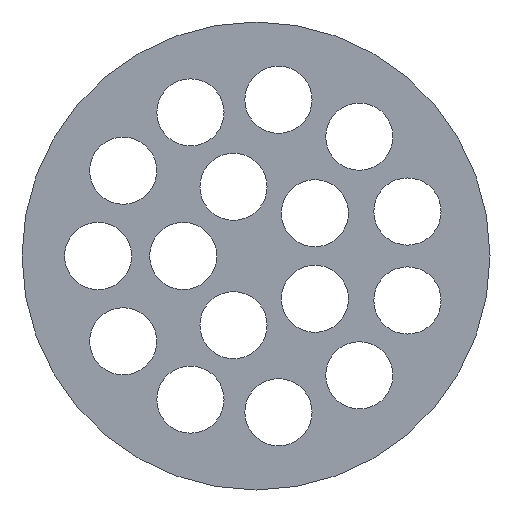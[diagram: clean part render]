
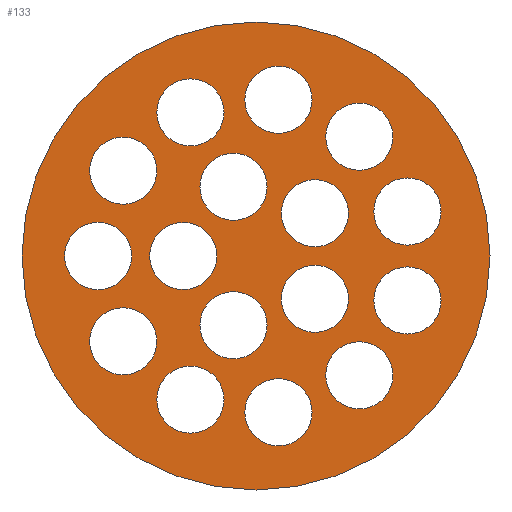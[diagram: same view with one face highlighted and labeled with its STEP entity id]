
A CAD part, left-side view. The second image highlights one B-rep face of the part: STEP entity #133.
In plain terms, the highlighted planar face has unit normal (-1, 0, 0).
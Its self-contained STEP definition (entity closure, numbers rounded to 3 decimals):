
#133 = ADVANCED_FACE( '', ( #300, #301, #302, #303, #304, #305, #306, #307, #308, #309, #310, #311, #312, #313, #314, #315, #316 ), #317, .F. );
#300 = FACE_BOUND( '', #493, .T. );
#301 = FACE_BOUND( '', #494, .T. );
#302 = FACE_BOUND( '', #495, .T. );
#303 = FACE_BOUND( '', #496, .T. );
#304 = FACE_BOUND( '', #497, .T. );
#305 = FACE_BOUND( '', #498, .T. );
#306 = FACE_BOUND( '', #499, .T. );
#307 = FACE_BOUND( '', #500, .T. );
#308 = FACE_BOUND( '', #501, .T. );
#309 = FACE_BOUND( '', #502, .T. );
#310 = FACE_BOUND( '', #503, .T. );
#311 = FACE_BOUND( '', #504, .T. );
#312 = FACE_BOUND( '', #505, .T. );
#313 = FACE_BOUND( '', #506, .T. );
#314 = FACE_BOUND( '', #507, .T. );
#315 = FACE_BOUND( '', #508, .T. );
#316 = FACE_OUTER_BOUND( '', #509, .T. );
#317 = PLANE( '', #510 );
#493 = EDGE_LOOP( '', ( #823 ) );
#494 = EDGE_LOOP( '', ( #824 ) );
#495 = EDGE_LOOP( '', ( #825 ) );
#496 = EDGE_LOOP( '', ( #826 ) );
#497 = EDGE_LOOP( '', ( #827 ) );
#498 = EDGE_LOOP( '', ( #828 ) );
#499 = EDGE_LOOP( '', ( #829 ) );
#500 = EDGE_LOOP( '', ( #830 ) );
#501 = EDGE_LOOP( '', ( #831 ) );
#502 = EDGE_LOOP( '', ( #832 ) );
#503 = EDGE_LOOP( '', ( #833 ) );
#504 = EDGE_LOOP( '', ( #834 ) );
#505 = EDGE_LOOP( '', ( #835 ) );
#506 = EDGE_LOOP( '', ( #836 ) );
#507 = EDGE_LOOP( '', ( #837 ) );
#508 = EDGE_LOOP( '', ( #838 ) );
#509 = EDGE_LOOP( '', ( #839 ) );
#510 = AXIS2_PLACEMENT_3D( '', #840, #841, #842 );
#823 = ORIENTED_EDGE( '', *, *, #1060, .T. );
#824 = ORIENTED_EDGE( '', *, *, #1068, .T. );
#825 = ORIENTED_EDGE( '', *, *, #1045, .T. );
#826 = ORIENTED_EDGE( '', *, *, #1074, .T. );
#827 = ORIENTED_EDGE( '', *, *, #1075, .T. );
#828 = ORIENTED_EDGE( '', *, *, #1014, .T. );
#829 = ORIENTED_EDGE( '', *, *, #1064, .T. );
#830 = ORIENTED_EDGE( '', *, *, #1062, .T. );
#831 = ORIENTED_EDGE( '', *, *, #1058, .T. );
#832 = ORIENTED_EDGE( '', *, *, #1076, .T. );
#833 = ORIENTED_EDGE( '', *, *, #1003, .T. );
#834 = ORIENTED_EDGE( '', *, *, #1077, .T. );
#835 = ORIENTED_EDGE( '', *, *, #1078, .T. );
#836 = ORIENTED_EDGE( '', *, *, #1079, .T. );
#837 = ORIENTED_EDGE( '', *, *, #1072, .T. );
#838 = ORIENTED_EDGE( '', *, *, #1047, .T. );
#839 = ORIENTED_EDGE( '', *, *, #1008, .F. );
#840 = CARTESIAN_POINT( '', ( 0., 0., 0. ) );
#841 = DIRECTION( '', ( 1., 0., 0. ) );
#842 = DIRECTION( '', ( 0., 0., -1. ) );
#1003 = EDGE_CURVE( '', #1199, #1199, #1200, .T. );
#1008 = EDGE_CURVE( '', #1206, #1206, #1207, .T. );
#1014 = EDGE_CURVE( '', #1215, #1215, #1216, .T. );
#1045 = EDGE_CURVE( '', #1260, #1260, #1261, .T. );
#1047 = EDGE_CURVE( '', #1263, #1263, #1264, .T. );
#1058 = EDGE_CURVE( '', #1278, #1278, #1279, .T. );
#1060 = EDGE_CURVE( '', #1281, #1281, #1282, .T. );
#1062 = EDGE_CURVE( '', #1284, #1284, #1285, .T. );
#1064 = EDGE_CURVE( '', #1287, #1287, #1288, .T. );
#1068 = EDGE_CURVE( '', #1292, #1292, #1293, .T. );
#1072 = EDGE_CURVE( '', #1297, #1297, #1298, .T. );
#1074 = EDGE_CURVE( '', #1300, #1300, #1301, .T. );
#1075 = EDGE_CURVE( '', #1302, #1302, #1303, .T. );
#1076 = EDGE_CURVE( '', #1304, #1304, #1305, .T. );
#1077 = EDGE_CURVE( '', #1306, #1306, #1307, .T. );
#1078 = EDGE_CURVE( '', #1308, #1308, #1309, .T. );
#1079 = EDGE_CURVE( '', #1310, #1310, #1311, .T. );
#1199 = VERTEX_POINT( '', #1452 );
#1200 = CIRCLE( '', #1453, 3. );
#1206 = VERTEX_POINT( '', #1461 );
#1207 = CIRCLE( '', #1462, 20.9 );
#1215 = VERTEX_POINT( '', #1473 );
#1216 = CIRCLE( '', #1474, 3. );
#1260 = VERTEX_POINT( '', #1534 );
#1261 = CIRCLE( '', #1535, 3. );
#1263 = VERTEX_POINT( '', #1537 );
#1264 = CIRCLE( '', #1538, 3. );
#1278 = VERTEX_POINT( '', #1557 );
#1279 = CIRCLE( '', #1558, 3. );
#1281 = VERTEX_POINT( '', #1560 );
#1282 = CIRCLE( '', #1561, 3. );
#1284 = VERTEX_POINT( '', #1563 );
#1285 = CIRCLE( '', #1564, 3. );
#1287 = VERTEX_POINT( '', #1566 );
#1288 = CIRCLE( '', #1567, 3. );
#1292 = VERTEX_POINT( '', #1571 );
#1293 = CIRCLE( '', #1572, 3. );
#1297 = VERTEX_POINT( '', #1577 );
#1298 = CIRCLE( '', #1578, 3. );
#1300 = VERTEX_POINT( '', #1580 );
#1301 = CIRCLE( '', #1581, 3. );
#1302 = VERTEX_POINT( '', #1582 );
#1303 = CIRCLE( '', #1583, 3. );
#1304 = VERTEX_POINT( '', #1584 );
#1305 = CIRCLE( '', #1585, 3. );
#1306 = VERTEX_POINT( '', #1586 );
#1307 = CIRCLE( '', #1587, 3. );
#1308 = VERTEX_POINT( '', #1588 );
#1309 = CIRCLE( '', #1589, 3. );
#1310 = VERTEX_POINT( '', #1590 );
#1311 = CIRCLE( '', #1591, 3. );
#1452 = CARTESIAN_POINT( '', ( 0., -13.529, -6.972 ) );
#1453 = AXIS2_PLACEMENT_3D( '', #1717, #1718, #1719 );
#1461 = CARTESIAN_POINT( '', ( 0., 0., -20.9 ) );
#1462 = AXIS2_PLACEMENT_3D( '', #1722, #1723, #1724 );
#1473 = CARTESIAN_POINT( '', ( 0., -13.529, 0.972 ) );
#1474 = AXIS2_PLACEMENT_3D( '', #1728, #1729, #1730 );
#1534 = CARTESIAN_POINT( '', ( 0., -9.234, 7.656 ) );
#1535 = AXIS2_PLACEMENT_3D( '', #1768, #1769, #1770 );
#1537 = CARTESIAN_POINT( '', ( 0., -2.007, -16.956 ) );
#1538 = AXIS2_PLACEMENT_3D( '', #1771, #1772, #1773 );
#1557 = CARTESIAN_POINT( '', ( 0., 6.5, -3. ) );
#1558 = AXIS2_PLACEMENT_3D( '', #1782, #1783, #1784 );
#1560 = CARTESIAN_POINT( '', ( 0., -2.007, 10.956 ) );
#1561 = AXIS2_PLACEMENT_3D( '', #1785, #1786, #1787 );
#1563 = CARTESIAN_POINT( '', ( 0., 14.1, -3. ) );
#1564 = AXIS2_PLACEMENT_3D( '', #1788, #1789, #1790 );
#1566 = CARTESIAN_POINT( '', ( 0., -5.259, 0.821 ) );
#1567 = AXIS2_PLACEMENT_3D( '', #1791, #1792, #1793 );
#1571 = CARTESIAN_POINT( '', ( 0., 5.857, 9.826 ) );
#1572 = AXIS2_PLACEMENT_3D( '', #1797, #1798, #1799 );
#1577 = CARTESIAN_POINT( '', ( 0., 5.857, -15.826 ) );
#1578 = AXIS2_PLACEMENT_3D( '', #1801, #1802, #1803 );
#1580 = CARTESIAN_POINT( '', ( 0., 11.862, 4.623 ) );
#1581 = AXIS2_PLACEMENT_3D( '', #1804, #1805, #1806 );
#1582 = CARTESIAN_POINT( '', ( 0., 2.009, 3.182 ) );
#1583 = AXIS2_PLACEMENT_3D( '', #1807, #1808, #1809 );
#1584 = CARTESIAN_POINT( '', ( 0., -5.259, -6.821 ) );
#1585 = AXIS2_PLACEMENT_3D( '', #1810, #1811, #1812 );
#1586 = CARTESIAN_POINT( '', ( 0., 2.009, -9.182 ) );
#1587 = AXIS2_PLACEMENT_3D( '', #1813, #1814, #1815 );
#1588 = CARTESIAN_POINT( '', ( 0., 11.862, -10.623 ) );
#1589 = AXIS2_PLACEMENT_3D( '', #1816, #1817, #1818 );
#1590 = CARTESIAN_POINT( '', ( 0., -9.234, -13.656 ) );
#1591 = AXIS2_PLACEMENT_3D( '', #1819, #1820, #1821 );
#1717 = CARTESIAN_POINT( '', ( 0., -13.529, -3.972 ) );
#1718 = DIRECTION( '', ( 1., 0., 0. ) );
#1719 = DIRECTION( '', ( 0., 0., -1. ) );
#1722 = CARTESIAN_POINT( '', ( 0., 0., 0. ) );
#1723 = DIRECTION( '', ( 1., 0., 0. ) );
#1724 = DIRECTION( '', ( 0., 0., -1. ) );
#1728 = CARTESIAN_POINT( '', ( 0., -13.529, 3.972 ) );
#1729 = DIRECTION( '', ( 1., 0., 0. ) );
#1730 = DIRECTION( '', ( 0., 0., -1. ) );
#1768 = CARTESIAN_POINT( '', ( 0., -9.234, 10.656 ) );
#1769 = DIRECTION( '', ( 1., 0., 0. ) );
#1770 = DIRECTION( '', ( 0., 0., -1. ) );
#1771 = CARTESIAN_POINT( '', ( 0., -2.007, -13.956 ) );
#1772 = DIRECTION( '', ( 1., 0., 0. ) );
#1773 = DIRECTION( '', ( 0., 0., -1. ) );
#1782 = CARTESIAN_POINT( '', ( 0., 6.5, 0. ) );
#1783 = DIRECTION( '', ( 1., 0., 0. ) );
#1784 = DIRECTION( '', ( 0., 0., -1. ) );
#1785 = CARTESIAN_POINT( '', ( 0., -2.007, 13.956 ) );
#1786 = DIRECTION( '', ( 1., 0., 0. ) );
#1787 = DIRECTION( '', ( 0., 0., -1. ) );
#1788 = CARTESIAN_POINT( '', ( 0., 14.1, 0. ) );
#1789 = DIRECTION( '', ( 1., 0., 0. ) );
#1790 = DIRECTION( '', ( 0., 0., -1. ) );
#1791 = CARTESIAN_POINT( '', ( 0., -5.259, 3.821 ) );
#1792 = DIRECTION( '', ( 1., 0., 0. ) );
#1793 = DIRECTION( '', ( 0., 0., -1. ) );
#1797 = CARTESIAN_POINT( '', ( 0., 5.857, 12.826 ) );
#1798 = DIRECTION( '', ( 1., 0., 0. ) );
#1799 = DIRECTION( '', ( 0., 0., -1. ) );
#1801 = CARTESIAN_POINT( '', ( 0., 5.857, -12.826 ) );
#1802 = DIRECTION( '', ( 1., 0., 0. ) );
#1803 = DIRECTION( '', ( 0., 0., -1. ) );
#1804 = CARTESIAN_POINT( '', ( 0., 11.862, 7.623 ) );
#1805 = DIRECTION( '', ( 1., 0., 0. ) );
#1806 = DIRECTION( '', ( 0., 0., -1. ) );
#1807 = CARTESIAN_POINT( '', ( 0., 2.009, 6.182 ) );
#1808 = DIRECTION( '', ( 1., 0., 0. ) );
#1809 = DIRECTION( '', ( 0., 0., -1. ) );
#1810 = CARTESIAN_POINT( '', ( 0., -5.259, -3.821 ) );
#1811 = DIRECTION( '', ( 1., 0., 0. ) );
#1812 = DIRECTION( '', ( 0., 0., -1. ) );
#1813 = CARTESIAN_POINT( '', ( 0., 2.009, -6.182 ) );
#1814 = DIRECTION( '', ( 1., 0., 0. ) );
#1815 = DIRECTION( '', ( 0., 0., -1. ) );
#1816 = CARTESIAN_POINT( '', ( 0., 11.862, -7.623 ) );
#1817 = DIRECTION( '', ( 1., 0., 0. ) );
#1818 = DIRECTION( '', ( 0., 0., -1. ) );
#1819 = CARTESIAN_POINT( '', ( 0., -9.234, -10.656 ) );
#1820 = DIRECTION( '', ( 1., 0., 0. ) );
#1821 = DIRECTION( '', ( 0., 0., -1. ) );
